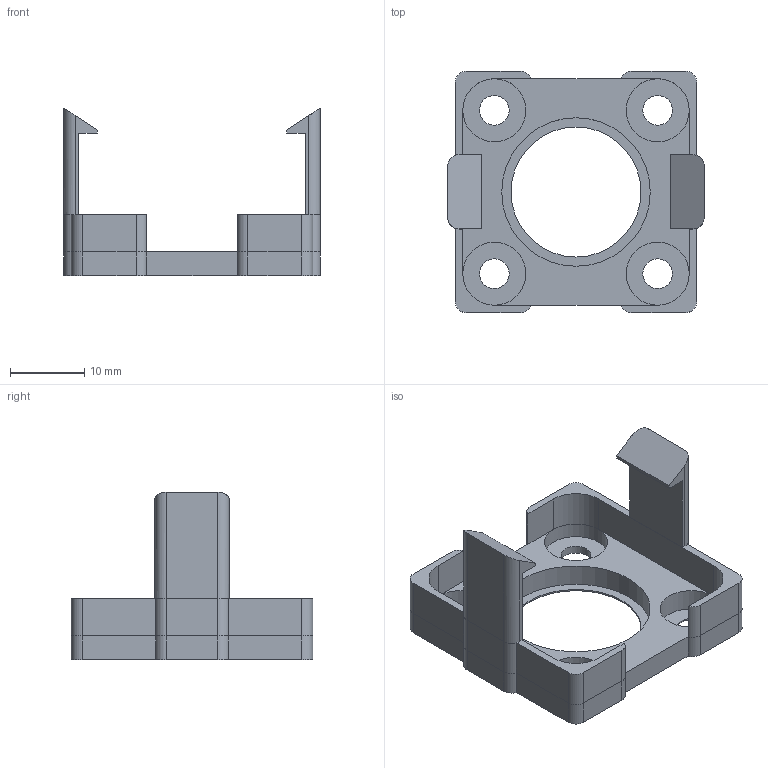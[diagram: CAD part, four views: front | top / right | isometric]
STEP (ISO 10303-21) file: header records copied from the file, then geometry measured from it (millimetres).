
FILE_DESCRIPTION(/* description */ ('STEP AP242','CAx-IF Rec.Pracs.---Representation and Presentation of Product Manufacturing Information (PMI)---4.0---2014-10-13','CAx-IF Rec.Pracs.---3D Tessellated Geometry---0.4---2014-09-14','2;1'),/* implementation_level */ '2;1');
FILE_NAME(/* name */ '687d0c1fc8a28a4a46972274',/* time_stamp */ '2025-07-20T15:32:47Z',/* author */ (''),/* organization */ (''),/* preprocessor_version */ 'ST-DEVELOPER v20',/* originating_system */ 'ONSHAPE BY PTC INC, 1.201',/* authorisation */ ' ');
FILE_SCHEMA (('AP242_MANAGED_MODEL_BASED_3D_ENGINEERING_MIM_LF { 1 0 10303 442 1 1 4 }'));
Length unit declared in the file: metre
Products named in the file (5): Wall left; Pillar left; Wall right; Base; Pillar right
Bounding box: 34.5 x 32.5 x 22.52 mm (x, y, z)
Volume: 2986.3 mm3; surface area: 4474.8 mm2
Topology: 5 solids, 5 shells, 97 faces, 246 edges, 164 vertices
Faces by surface type: plane 55, cylinder 42
Full cylindrical faces by diameter (mm): 4 x4, 8.5 x4, 17.5 x1, 20 x1
Entity records: 3040 total; most frequent: DIRECTION 524, CARTESIAN_POINT 502, ORIENTED_EDGE 472, EDGE_CURVE 236, AXIS2_PLACEMENT_3D 186, VERTEX_POINT 164, LINE 152, VECTOR 152
